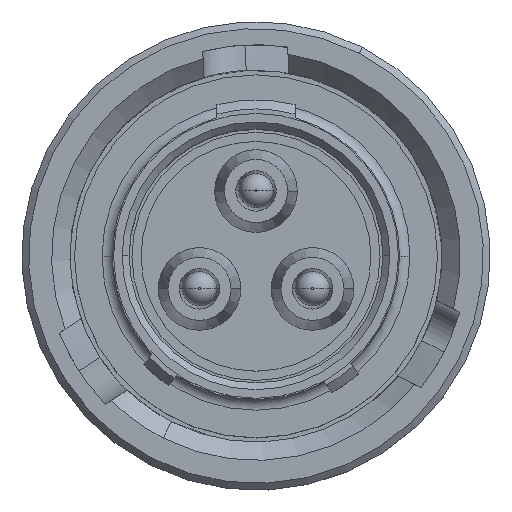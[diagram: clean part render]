
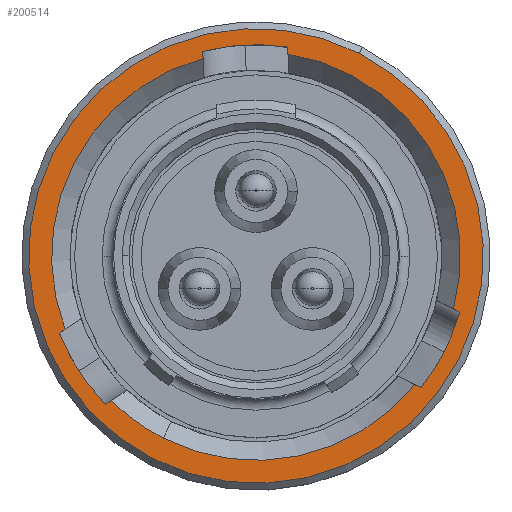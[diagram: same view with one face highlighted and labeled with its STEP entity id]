
A CAD part, top view. The second image highlights one B-rep face of the part: STEP entity #200514.
In plain terms, the highlighted planar face has unit normal (0, 0, 1).
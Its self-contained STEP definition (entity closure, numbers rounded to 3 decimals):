
#5575 = VERTEX_POINT ( 'NONE', #255208 ) ;
#6087 = CIRCLE ( 'NONE', #275062, 4.45 ) ;
#6608 = VERTEX_POINT ( 'NONE', #7731 ) ;
#7452 = PLANE ( 'NONE',  #183932 ) ;
#7731 = CARTESIAN_POINT ( 'NONE',  ( -3.275, -3.23, 16.54 ) ) ;
#11789 = CIRCLE ( 'NONE', #198385, 4.6 ) ;
#14431 = AXIS2_PLACEMENT_3D ( 'NONE', #21294, #172043, #42904 ) ;
#14531 = CARTESIAN_POINT ( 'NONE',  ( 0.688, 4.548, 16.54 ) ) ;
#16576 = ORIENTED_EDGE ( 'NONE', *, *, #278235, .F. ) ;
#20532 = EDGE_CURVE ( 'NONE', #247542, #5575, #199730, .T. ) ;
#21294 = CARTESIAN_POINT ( 'NONE',  ( 0., 0., 16.54 ) ) ;
#22409 = EDGE_CURVE ( 'NONE', #187543, #271321, #29278, .T. ) ;
#22883 = DIRECTION ( 'NONE',  ( -0.052, 0.999, 0. ) ) ;
#23341 = VERTEX_POINT ( 'NONE', #14531 ) ;
#26797 = EDGE_CURVE ( 'NONE', #184581, #270759, #177003, .T. ) ;
#27604 = VERTEX_POINT ( 'NONE', #27886 ) ;
#27818 = VECTOR ( 'NONE', #136152, 1000. ) ;
#27886 = CARTESIAN_POINT ( 'NONE',  ( 0.696, 4.395, 16.54 ) ) ;
#29278 = LINE ( 'NONE', #275054, #194453 ) ;
#36411 = CARTESIAN_POINT ( 'NONE',  ( 3.595, -2.87, 16.54 ) ) ;
#41656 = EDGE_LOOP ( 'NONE', ( #65723, #136817, #181241, #264892, #16576, #85448, #76616, #76364, #170690, #51536, #208608, #119791, #84923 ) ) ;
#42904 = DIRECTION ( 'NONE',  ( -0.454, -0.891, 0. ) ) ;
#46784 = AXIS2_PLACEMENT_3D ( 'NONE', #195369, #66284, #217068 ) ;
#48139 = EDGE_CURVE ( 'NONE', #27604, #23341, #137227, .T. ) ;
#50682 = DIRECTION ( 'NONE',  ( 0.839, 0.545, 0. ) ) ;
#51536 = ORIENTED_EDGE ( 'NONE', *, *, #117781, .F. ) ;
#55629 = VERTEX_POINT ( 'NONE', #69673 ) ;
#62860 = CARTESIAN_POINT ( 'NONE',  ( -4.283, -1.678, 16.54 ) ) ;
#65723 = ORIENTED_EDGE ( 'NONE', *, *, #148159, .F. ) ;
#66284 = DIRECTION ( 'NONE',  ( 0., 0., 1. ) ) ;
#68376 = CARTESIAN_POINT ( 'NONE',  ( 0., 0., 16.54 ) ) ;
#69673 = CARTESIAN_POINT ( 'NONE',  ( -2.02, -3.965, 16.54 ) ) ;
#76364 = ORIENTED_EDGE ( 'NONE', *, *, #20532, .F. ) ;
#76616 = ORIENTED_EDGE ( 'NONE', *, *, #100828, .F. ) ;
#77973 = EDGE_CURVE ( 'NONE', #270759, #184581, #244810, .T. ) ;
#84923 = ORIENTED_EDGE ( 'NONE', *, *, #134734, .F. ) ;
#85448 = ORIENTED_EDGE ( 'NONE', *, *, #48139, .F. ) ;
#89182 = ORIENTED_EDGE ( 'NONE', *, *, #26797, .T. ) ;
#90059 = DIRECTION ( 'NONE',  ( -0.454, -0.891, 0. ) ) ;
#94029 = CARTESIAN_POINT ( 'NONE',  ( 3.965, -2.02, 16.54 ) ) ;
#98125 = CARTESIAN_POINT ( 'NONE',  ( -3.147, -3.146, 16.54 ) ) ;
#100680 = DIRECTION ( 'NONE',  ( 0., 0., 1. ) ) ;
#100720 = DIRECTION ( 'NONE',  ( 0., 0., 1. ) ) ;
#100721 = VERTEX_POINT ( 'NONE', #161750 ) ;
#100828 = EDGE_CURVE ( 'NONE', #5575, #27604, #264924, .T. ) ;
#102267 = LINE ( 'NONE', #113916, #210104 ) ;
#109350 = CARTESIAN_POINT ( 'NONE',  ( 4.435, -1.222, 16.54 ) ) ;
#110459 = CARTESIAN_POINT ( 'NONE',  ( 0., 0., 16.54 ) ) ;
#112502 = CARTESIAN_POINT ( 'NONE',  ( 0., 0., 16.54 ) ) ;
#113916 = CARTESIAN_POINT ( 'NONE',  ( -3.275, -3.23, 16.54 ) ) ;
#115743 = DIRECTION ( 'NONE',  ( 0.454, 0.891, 0. ) ) ;
#117781 = EDGE_CURVE ( 'NONE', #267127, #233561, #189986, .T. ) ;
#119791 = ORIENTED_EDGE ( 'NONE', *, *, #126104, .F. ) ;
#119801 = DIRECTION ( 'NONE',  ( 0., 0., 1. ) ) ;
#121674 = CARTESIAN_POINT ( 'NONE',  ( 3.595, -2.87, 16.54 ) ) ;
#126104 = EDGE_CURVE ( 'NONE', #205976, #55629, #126713, .T. ) ;
#126366 = DIRECTION ( 'NONE',  ( 0.891, -0.454, 0. ) ) ;
#126713 = CIRCLE ( 'NONE', #146039, 4.45 ) ;
#127940 = CARTESIAN_POINT ( 'NONE',  ( 0., 0., 16.54 ) ) ;
#132082 = DIRECTION ( 'NONE',  ( -0.454, -0.891, 0. ) ) ;
#133145 = EDGE_CURVE ( 'NONE', #55629, #267127, #6087, .T. ) ;
#133873 = FACE_BOUND ( 'NONE', #41656, .T. ) ;
#134186 = DIRECTION ( 'NONE',  ( -0.454, -0.891, 0. ) ) ;
#134734 = EDGE_CURVE ( 'NONE', #6608, #205976, #102267, .T. ) ;
#135393 = CARTESIAN_POINT ( 'NONE',  ( 3.458, -2.8, 16.54 ) ) ;
#136152 = DIRECTION ( 'NONE',  ( -0.891, 0.454, 0. ) ) ;
#136817 = ORIENTED_EDGE ( 'NONE', *, *, #138746, .F. ) ;
#137227 = LINE ( 'NONE', #223360, #244917 ) ;
#138746 = EDGE_CURVE ( 'NONE', #238207, #100721, #204939, .T. ) ;
#146039 = AXIS2_PLACEMENT_3D ( 'NONE', #229689, #100680, #251343 ) ;
#146142 = DIRECTION ( 'NONE',  ( 0.052, -0.999, 0. ) ) ;
#147671 = VECTOR ( 'NONE', #235305, 1000. ) ;
#148159 = EDGE_CURVE ( 'NONE', #100721, #6608, #276161, .T. ) ;
#149551 = DIRECTION ( 'NONE',  ( 0.999, 0.052, 0. ) ) ;
#159485 = AXIS2_PLACEMENT_3D ( 'NONE', #248746, #119801, #270397 ) ;
#161750 = CARTESIAN_POINT ( 'NONE',  ( -4.283, -1.678, 16.54 ) ) ;
#167590 = CARTESIAN_POINT ( 'NONE',  ( -1.16, 4.451, 16.54 ) ) ;
#170690 = ORIENTED_EDGE ( 'NONE', *, *, #261945, .F. ) ;
#172043 = DIRECTION ( 'NONE',  ( 0., 0., 1. ) ) ;
#177003 = CIRCLE ( 'NONE', #205546, 4.95 ) ;
#177570 = CARTESIAN_POINT ( 'NONE',  ( 4.435, -1.222, 16.54 ) ) ;
#181241 = ORIENTED_EDGE ( 'NONE', *, *, #251921, .F. ) ;
#182468 = CIRCLE ( 'NONE', #200829, 4.45 ) ;
#183296 = VECTOR ( 'NONE', #126366, 1000. ) ;
#183567 = EDGE_LOOP ( 'NONE', ( #227128, #89182 ) ) ;
#183932 = AXIS2_PLACEMENT_3D ( 'NONE', #94029, #244689, #115743 ) ;
#184581 = VERTEX_POINT ( 'NONE', #227218 ) ;
#187543 = VERTEX_POINT ( 'NONE', #167590 ) ;
#189986 = LINE ( 'NONE', #121674, #183296 ) ;
#194453 = VECTOR ( 'NONE', #146142, 1000. ) ;
#195369 = CARTESIAN_POINT ( 'NONE',  ( 0., 0., 16.54 ) ) ;
#198385 = AXIS2_PLACEMENT_3D ( 'NONE', #127940, #278512, #149551 ) ;
#199730 = LINE ( 'NONE', #177570, #27818 ) ;
#200204 = CARTESIAN_POINT ( 'NONE',  ( -1.152, 4.298, 16.54 ) ) ;
#200514 = ADVANCED_FACE ( 'NONE', ( #133873, #255186 ), #7452, .F. ) ;
#200829 = AXIS2_PLACEMENT_3D ( 'NONE', #110459, #261093, #132082 ) ;
#201023 = CARTESIAN_POINT ( 'NONE',  ( -4.154, -1.595, 16.54 ) ) ;
#204939 = LINE ( 'NONE', #62860, #147671 ) ;
#205546 = AXIS2_PLACEMENT_3D ( 'NONE', #229729, #100720, #251403 ) ;
#205976 = VERTEX_POINT ( 'NONE', #98125 ) ;
#208608 = ORIENTED_EDGE ( 'NONE', *, *, #133145, .F. ) ;
#210104 = VECTOR ( 'NONE', #50682, 1000. ) ;
#217068 = DIRECTION ( 'NONE',  ( -0.454, -0.891, 0. ) ) ;
#219136 = DIRECTION ( 'NONE',  ( 0., 0., 1. ) ) ;
#223360 = CARTESIAN_POINT ( 'NONE',  ( 0.688, 4.548, 16.54 ) ) ;
#227128 = ORIENTED_EDGE ( 'NONE', *, *, #77973, .T. ) ;
#227218 = CARTESIAN_POINT ( 'NONE',  ( -2.247, -4.41, 16.54 ) ) ;
#229689 = CARTESIAN_POINT ( 'NONE',  ( 0., 0., 16.54 ) ) ;
#229729 = CARTESIAN_POINT ( 'NONE',  ( 0., 0., 16.54 ) ) ;
#233561 = VERTEX_POINT ( 'NONE', #36411 ) ;
#235305 = DIRECTION ( 'NONE',  ( -0.839, -0.545, 0. ) ) ;
#238207 = VERTEX_POINT ( 'NONE', #201023 ) ;
#244689 = DIRECTION ( 'NONE',  ( 0., 0., -1. ) ) ;
#244810 = CIRCLE ( 'NONE', #271154, 4.95 ) ;
#244917 = VECTOR ( 'NONE', #22883, 1000. ) ;
#247542 = VERTEX_POINT ( 'NONE', #109350 ) ;
#248746 = CARTESIAN_POINT ( 'NONE',  ( 0., 0., 16.54 ) ) ;
#251343 = DIRECTION ( 'NONE',  ( -0.454, -0.891, 0. ) ) ;
#251403 = DIRECTION ( 'NONE',  ( -0.454, -0.891, 0. ) ) ;
#251921 = EDGE_CURVE ( 'NONE', #271321, #238207, #182468, .T. ) ;
#255186 = FACE_OUTER_BOUND ( 'NONE', #183567, .T. ) ;
#255208 = CARTESIAN_POINT ( 'NONE',  ( 4.298, -1.152, 16.54 ) ) ;
#261003 = CARTESIAN_POINT ( 'NONE',  ( 2.247, 4.41, 16.54 ) ) ;
#261093 = DIRECTION ( 'NONE',  ( 0., 0., 1. ) ) ;
#261945 = EDGE_CURVE ( 'NONE', #233561, #247542, #264634, .T. ) ;
#263129 = DIRECTION ( 'NONE',  ( 0., 0., 1. ) ) ;
#264634 = CIRCLE ( 'NONE', #14431, 4.6 ) ;
#264892 = ORIENTED_EDGE ( 'NONE', *, *, #22409, .F. ) ;
#264924 = CIRCLE ( 'NONE', #46784, 4.45 ) ;
#267127 = VERTEX_POINT ( 'NONE', #135393 ) ;
#270397 = DIRECTION ( 'NONE',  ( -0.545, 0.839, 0. ) ) ;
#270759 = VERTEX_POINT ( 'NONE', #261003 ) ;
#271154 = AXIS2_PLACEMENT_3D ( 'NONE', #68376, #219136, #90059 ) ;
#271321 = VERTEX_POINT ( 'NONE', #200204 ) ;
#275054 = CARTESIAN_POINT ( 'NONE',  ( -1.16, 4.451, 16.54 ) ) ;
#275062 = AXIS2_PLACEMENT_3D ( 'NONE', #112502, #263129, #134186 ) ;
#276161 = CIRCLE ( 'NONE', #159485, 4.6 ) ;
#278235 = EDGE_CURVE ( 'NONE', #23341, #187543, #11789, .T. ) ;
#278512 = DIRECTION ( 'NONE',  ( 0., 0., 1. ) ) ;
